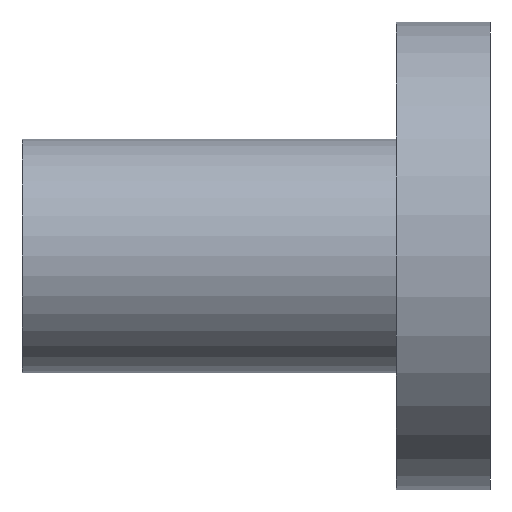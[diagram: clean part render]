
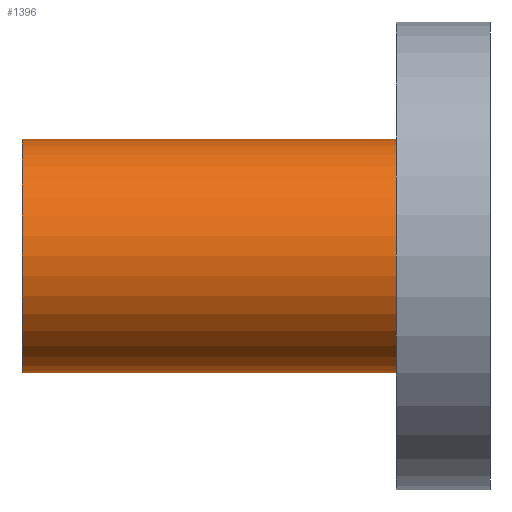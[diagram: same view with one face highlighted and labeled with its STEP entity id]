
A CAD part, left-side view. The second image highlights one B-rep face of the part: STEP entity #1396.
In plain terms, the highlighted cylindrical face has radius 6.346 mm (diameter 12.692 mm), a partial arc.
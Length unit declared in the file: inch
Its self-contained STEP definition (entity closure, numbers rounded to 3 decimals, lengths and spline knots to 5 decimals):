
#109 = EDGE_CURVE ( 'NONE', #1455, #1742, #1705, .T. ) ;
#275 = CARTESIAN_POINT ( 'NONE',  ( 0., 0.2, -0.24985 ) ) ;
#375 = AXIS2_PLACEMENT_3D ( 'NONE', #3175, #1090, #3508 ) ;
#494 = AXIS2_PLACEMENT_3D ( 'NONE', #559, #3330, #2281 ) ;
#496 = VERTEX_POINT ( 'NONE', #1198 ) ;
#512 = ORIENTED_EDGE ( 'NONE', *, *, #1692, .T. ) ;
#559 = CARTESIAN_POINT ( 'NONE',  ( 0., 1., 0. ) ) ;
#695 = ORIENTED_EDGE ( 'NONE', *, *, #2051, .F. ) ;
#754 = VECTOR ( 'NONE', #3100, 39.37008 ) ;
#811 = EDGE_LOOP ( 'NONE', ( #3622, #695, #3977, #512 ) ) ;
#854 = LINE ( 'NONE', #4455, #754 ) ;
#907 = CARTESIAN_POINT ( 'NONE',  ( 0., 1., 0.24985 ) ) ;
#1090 = DIRECTION ( 'NONE',  ( 0., 1., 0. ) ) ;
#1198 = CARTESIAN_POINT ( 'NONE',  ( 0., 0.2, 0.24985 ) ) ;
#1257 = DIRECTION ( 'NONE',  ( 0., 1., 0. ) ) ;
#1396 = ADVANCED_FACE ( 'NONE', ( #2569 ), #1401, .T. ) ;
#1401 = CYLINDRICAL_SURFACE ( 'NONE', #494, 0.24985 ) ;
#1455 = VERTEX_POINT ( 'NONE', #1608 ) ;
#1608 = CARTESIAN_POINT ( 'NONE',  ( 0., 1., -0.24985 ) ) ;
#1692 = EDGE_CURVE ( 'NONE', #1742, #496, #2517, .T. ) ;
#1705 = LINE ( 'NONE', #3361, #3439 ) ;
#1742 = VERTEX_POINT ( 'NONE', #275 ) ;
#2051 = EDGE_CURVE ( 'NONE', #1455, #2310, #2064, .T. ) ;
#2064 = CIRCLE ( 'NONE', #375, 0.24985 ) ;
#2281 = DIRECTION ( 'NONE',  ( 0., 0., -1. ) ) ;
#2310 = VERTEX_POINT ( 'NONE', #907 ) ;
#2392 = AXIS2_PLACEMENT_3D ( 'NONE', #3356, #1257, #3701 ) ;
#2517 = CIRCLE ( 'NONE', #2392, 0.24985 ) ;
#2569 = FACE_OUTER_BOUND ( 'NONE', #811, .T. ) ;
#3100 = DIRECTION ( 'NONE',  ( 0., -1., 0. ) ) ;
#3175 = CARTESIAN_POINT ( 'NONE',  ( 0., 1., 0. ) ) ;
#3330 = DIRECTION ( 'NONE',  ( 0., -1., 0. ) ) ;
#3356 = CARTESIAN_POINT ( 'NONE',  ( 0., 0.2, 0. ) ) ;
#3361 = CARTESIAN_POINT ( 'NONE',  ( 0., 1., -0.24985 ) ) ;
#3439 = VECTOR ( 'NONE', #4410, 39.37008 ) ;
#3508 = DIRECTION ( 'NONE',  ( 0., 0., 1. ) ) ;
#3622 = ORIENTED_EDGE ( 'NONE', *, *, #4176, .F. ) ;
#3701 = DIRECTION ( 'NONE',  ( 0., 0., 1. ) ) ;
#3977 = ORIENTED_EDGE ( 'NONE', *, *, #109, .T. ) ;
#4176 = EDGE_CURVE ( 'NONE', #2310, #496, #854, .T. ) ;
#4410 = DIRECTION ( 'NONE',  ( 0., -1., 0. ) ) ;
#4455 = CARTESIAN_POINT ( 'NONE',  ( 0., 1., 0.24985 ) ) ;
